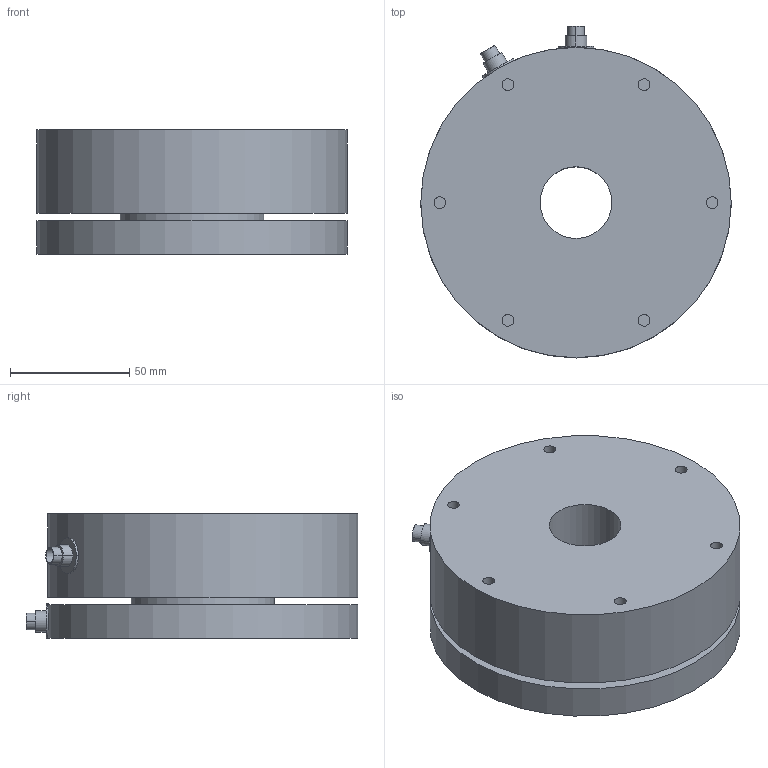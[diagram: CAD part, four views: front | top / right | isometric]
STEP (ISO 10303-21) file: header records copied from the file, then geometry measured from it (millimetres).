
FILE_DESCRIPTION( ( 'Unknown' ), '1' );
FILE_NAME( 'K1882-0-1-1-10kN.stp', 'Unknown', ( 'Unknown' ), ( 'Unknown' ), 'PSStep 17.0.49', 'Unknown', ' ' );
FILE_SCHEMA( ( 'AUTOMOTIVE_DESIGN { 1 0 10303 214 1 1 1 1 }' ) );
Length unit declared in the file: millimetre
Products named in the file (6): Assem1; 1882-001_DOC-00077526; flanschstecker 7-pol_doc-00011937; flanschstecker 7-pol_doc-00011937-oa0; zylinderschraube din 912-m6x12; 1774-045_DOC-00090195
Assembly tree (10 placements, depth 2):
  Assem1
    1882-001_DOC-00077526
    flanschstecker 7-pol_doc-00011937
    flanschstecker 7-pol_doc-00011937-oa0
    zylinderschraube din 912-m6x12  x6
    1774-045_DOC-00090195
Bounding box: 130 x 139 x 52 mm (x, y, z)
Volume: 584684.2 mm3; surface area: 87710.8 mm2
Topology: 10 solids, 10 shells, 208 faces, 429 edges, 284 vertices
Faces by surface type: plane 101, cylinder 81, cone 18, torus 8
Full cylindrical faces by diameter (mm): 4.773 x6, 4.917 x12, 6 x12, 6.6 x6, 10 x6, 11 x6, 30 x2, 60 x2, 100 x1, 130 x1
Entity records: 3925 total; most frequent: CARTESIAN_POINT 560, DIRECTION 543, ORIENTED_EDGE 356, AXIS2_PLACEMENT_3D 249, EDGE_LOOP 209, EDGE_CURVE 178, FACE_OUTER_BOUND 150, VERTEX_POINT 144
